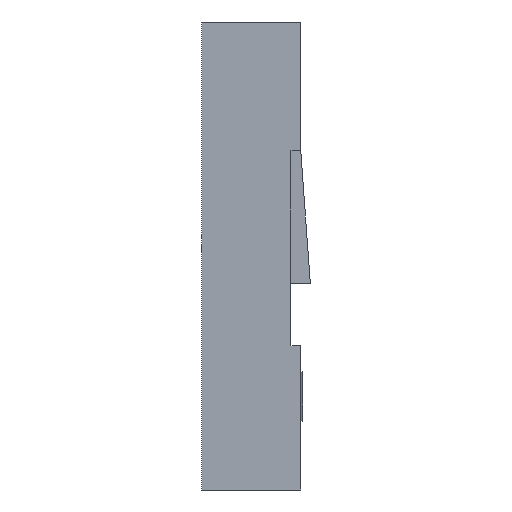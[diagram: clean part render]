
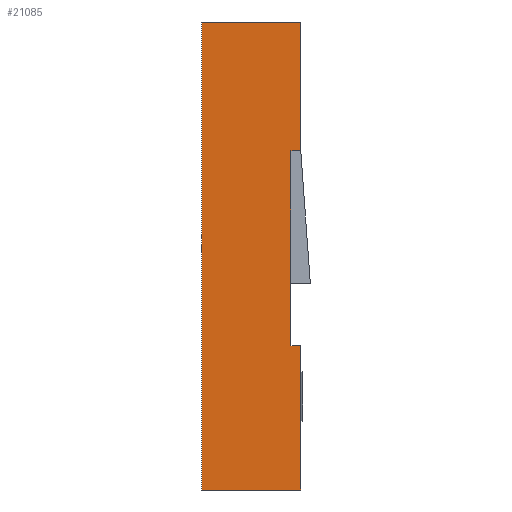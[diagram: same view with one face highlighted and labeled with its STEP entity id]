
A CAD part, left-side view. The second image highlights one B-rep face of the part: STEP entity #21085.
In plain terms, the highlighted planar face has unit normal (-1, 0, 0).
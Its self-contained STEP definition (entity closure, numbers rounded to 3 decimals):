
#232 = EDGE_CURVE ( 'NONE', #43807, #47465, #27927, .T. ) ;
#325 = EDGE_CURVE ( 'NONE', #27624, #430, #32066, .T. ) ;
#429 = LINE ( 'NONE', #19723, #34419 ) ;
#430 = VERTEX_POINT ( 'NONE', #24517 ) ;
#1734 = VECTOR ( 'NONE', #10443, 1000. ) ;
#2589 = CARTESIAN_POINT ( 'NONE',  ( -36.83, -1.27, 12. ) ) ;
#3154 = ORIENTED_EDGE ( 'NONE', *, *, #37491, .F. ) ;
#4036 = VECTOR ( 'NONE', #22353, 1000. ) ;
#4322 = ORIENTED_EDGE ( 'NONE', *, *, #325, .T. ) ;
#4645 = LINE ( 'NONE', #17270, #46502 ) ;
#4894 = DIRECTION ( 'NONE',  ( 1., 0., 0. ) ) ;
#5925 = DIRECTION ( 'NONE',  ( 0., -1., 0. ) ) ;
#8812 = VECTOR ( 'NONE', #15110, 1000. ) ;
#9132 = ORIENTED_EDGE ( 'NONE', *, *, #43321, .T. ) ;
#10351 = CARTESIAN_POINT ( 'NONE',  ( -36.83, -1.27, 12. ) ) ;
#10443 = DIRECTION ( 'NONE',  ( 0., -1., 0. ) ) ;
#11064 = EDGE_CURVE ( 'NONE', #47465, #30634, #40630, .T. ) ;
#11569 = ORIENTED_EDGE ( 'NONE', *, *, #232, .T. ) ;
#12761 = DIRECTION ( 'NONE',  ( 0., -1., 0. ) ) ;
#13676 = EDGE_CURVE ( 'NONE', #27624, #20186, #4645, .T. ) ;
#13967 = CARTESIAN_POINT ( 'NONE',  ( -36.83, -1.27, 8.7 ) ) ;
#14465 = LINE ( 'NONE', #10351, #21582 ) ;
#15110 = DIRECTION ( 'NONE',  ( 0., 0., -1. ) ) ;
#15332 = CARTESIAN_POINT ( 'NONE',  ( -36.83, 1.27, 12. ) ) ;
#17270 = CARTESIAN_POINT ( 'NONE',  ( -36.83, 0., 12. ) ) ;
#17860 = DIRECTION ( 'NONE',  ( 0., 0., -1. ) ) ;
#19723 = CARTESIAN_POINT ( 'NONE',  ( -36.83, 0., 0. ) ) ;
#19881 = DIRECTION ( 'NONE',  ( 0., -1., 0. ) ) ;
#20186 = VERTEX_POINT ( 'NONE', #2589 ) ;
#21018 = LINE ( 'NONE', #45402, #40751 ) ;
#21085 = ADVANCED_FACE ( 'NONE', ( #28768 ), #23825, .F. ) ;
#21300 = CARTESIAN_POINT ( 'NONE',  ( -36.83, -1.27, 3.7 ) ) ;
#21582 = VECTOR ( 'NONE', #17860, 1000. ) ;
#22353 = DIRECTION ( 'NONE',  ( 0., 0., 1. ) ) ;
#23352 = CARTESIAN_POINT ( 'NONE',  ( -36.83, -1.02, 8.7 ) ) ;
#23825 = PLANE ( 'NONE',  #30952 ) ;
#24517 = CARTESIAN_POINT ( 'NONE',  ( -36.83, 1.27, 0. ) ) ;
#25833 = VERTEX_POINT ( 'NONE', #21300 ) ;
#27594 = CARTESIAN_POINT ( 'NONE',  ( -36.83, -1.02, 3.7 ) ) ;
#27624 = VERTEX_POINT ( 'NONE', #40408 ) ;
#27889 = VERTEX_POINT ( 'NONE', #35315 ) ;
#27927 = LINE ( 'NONE', #44843, #4036 ) ;
#28638 = VECTOR ( 'NONE', #5925, 1000. ) ;
#28768 = FACE_OUTER_BOUND ( 'NONE', #41061, .T. ) ;
#30634 = VERTEX_POINT ( 'NONE', #13967 ) ;
#30952 = AXIS2_PLACEMENT_3D ( 'NONE', #46832, #4894, #31577 ) ;
#31577 = DIRECTION ( 'NONE',  ( 0., 1., 0. ) ) ;
#31682 = EDGE_CURVE ( 'NONE', #25833, #27889, #21018, .T. ) ;
#32066 = LINE ( 'NONE', #15332, #8812 ) ;
#33324 = ORIENTED_EDGE ( 'NONE', *, *, #31682, .F. ) ;
#34272 = EDGE_CURVE ( 'NONE', #43807, #25833, #48349, .T. ) ;
#34419 = VECTOR ( 'NONE', #19881, 1000. ) ;
#35315 = CARTESIAN_POINT ( 'NONE',  ( -36.83, -1.27, 0. ) ) ;
#37491 = EDGE_CURVE ( 'NONE', #20186, #30634, #14465, .T. ) ;
#38990 = ORIENTED_EDGE ( 'NONE', *, *, #11064, .T. ) ;
#40408 = CARTESIAN_POINT ( 'NONE',  ( -36.83, 1.27, 12. ) ) ;
#40630 = LINE ( 'NONE', #43673, #28638 ) ;
#40751 = VECTOR ( 'NONE', #41402, 1000. ) ;
#40827 = CARTESIAN_POINT ( 'NONE',  ( -36.83, 4.588, 3.7 ) ) ;
#41061 = EDGE_LOOP ( 'NONE', ( #11569, #38990, #3154, #44434, #4322, #9132, #33324, #49482 ) ) ;
#41402 = DIRECTION ( 'NONE',  ( 0., 0., -1. ) ) ;
#43321 = EDGE_CURVE ( 'NONE', #430, #27889, #429, .T. ) ;
#43673 = CARTESIAN_POINT ( 'NONE',  ( -36.83, 4.588, 8.7 ) ) ;
#43807 = VERTEX_POINT ( 'NONE', #27594 ) ;
#44434 = ORIENTED_EDGE ( 'NONE', *, *, #13676, .F. ) ;
#44843 = CARTESIAN_POINT ( 'NONE',  ( -36.83, -1.02, 8.7 ) ) ;
#45402 = CARTESIAN_POINT ( 'NONE',  ( -36.83, -1.27, 12. ) ) ;
#46502 = VECTOR ( 'NONE', #12761, 1000. ) ;
#46832 = CARTESIAN_POINT ( 'NONE',  ( -36.83, 0., 12. ) ) ;
#47465 = VERTEX_POINT ( 'NONE', #23352 ) ;
#48349 = LINE ( 'NONE', #40827, #1734 ) ;
#49482 = ORIENTED_EDGE ( 'NONE', *, *, #34272, .F. ) ;
